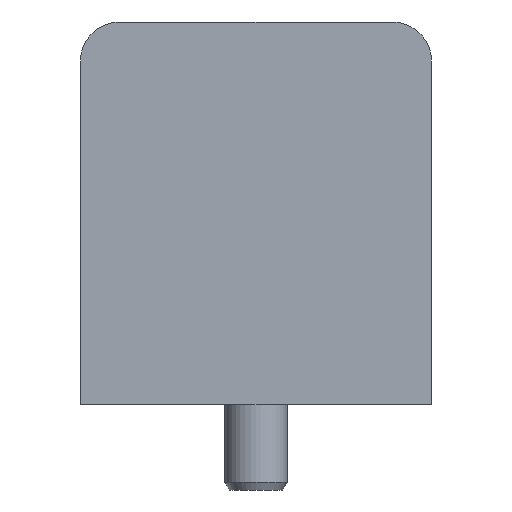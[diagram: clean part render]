
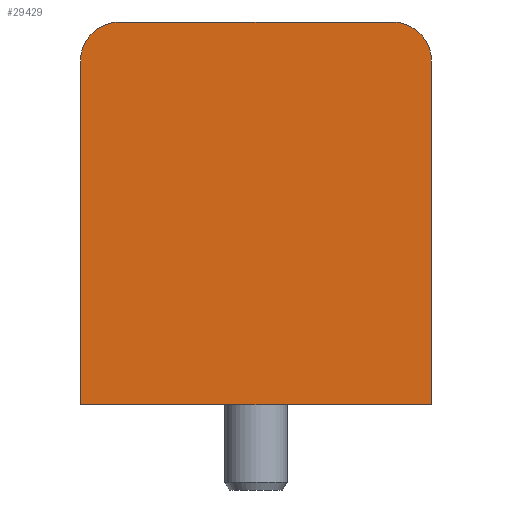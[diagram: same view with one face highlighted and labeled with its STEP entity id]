
A CAD part, left-side view. The second image highlights one B-rep face of the part: STEP entity #29429.
In plain terms, the highlighted planar face has unit normal (-1, 0, 0).
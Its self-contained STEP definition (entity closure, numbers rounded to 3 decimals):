
#348 = DIRECTION ( 'NONE',  ( 0., 0., 1. ) ) ;
#410 = DIRECTION ( 'NONE',  ( 0., 0., 1. ) ) ;
#1464 = AXIS2_PLACEMENT_3D ( 'NONE', #4295, #4185, #15971 ) ;
#1574 = VERTEX_POINT ( 'NONE', #29722 ) ;
#1636 = DIRECTION ( 'NONE',  ( 0., 1., 0. ) ) ;
#1837 = ORIENTED_EDGE ( 'NONE', *, *, #7471, .F. ) ;
#2216 = PLANE ( 'NONE',  #12147 ) ;
#4185 = DIRECTION ( 'NONE',  ( -1., 0., 0. ) ) ;
#4295 = CARTESIAN_POINT ( 'NONE',  ( -5.8, 17.5, 17.5 ) ) ;
#4442 = VERTEX_POINT ( 'NONE', #18583 ) ;
#4484 = DIRECTION ( 'NONE',  ( 0., 0., 1. ) ) ;
#5551 = CARTESIAN_POINT ( 'NONE',  ( -5.8, -17.5, 22.5 ) ) ;
#6309 = EDGE_CURVE ( 'NONE', #4442, #14532, #12718, .T. ) ;
#6569 = CARTESIAN_POINT ( 'NONE',  ( -5.8, -22.5, 17.5 ) ) ;
#7471 = EDGE_CURVE ( 'NONE', #4442, #18839, #29110, .T. ) ;
#7645 = FACE_OUTER_BOUND ( 'NONE', #16506, .T. ) ;
#7897 = CIRCLE ( 'NONE', #8795, 5. ) ;
#8795 = AXIS2_PLACEMENT_3D ( 'NONE', #12090, #19153, #410 ) ;
#8931 = VERTEX_POINT ( 'NONE', #29147 ) ;
#9094 = CARTESIAN_POINT ( 'NONE',  ( -5.8, -22.5, -26.577 ) ) ;
#9303 = CARTESIAN_POINT ( 'NONE',  ( -5.8, -22.5, -22.5 ) ) ;
#9348 = LINE ( 'NONE', #9303, #28010 ) ;
#10264 = LINE ( 'NONE', #9094, #30016 ) ;
#10406 = LINE ( 'NONE', #19097, #19193 ) ;
#11463 = DIRECTION ( 'NONE',  ( 0., 0., -1. ) ) ;
#11723 = EDGE_CURVE ( 'NONE', #16940, #8931, #9348, .T. ) ;
#11727 = CARTESIAN_POINT ( 'NONE',  ( -5.8, 22.5, 17.5 ) ) ;
#11939 = ORIENTED_EDGE ( 'NONE', *, *, #29248, .F. ) ;
#12090 = CARTESIAN_POINT ( 'NONE',  ( -5.8, -17.5, 17.5 ) ) ;
#12147 = AXIS2_PLACEMENT_3D ( 'NONE', #23602, #18924, #4484 ) ;
#12714 = EDGE_CURVE ( 'NONE', #1574, #14532, #10406, .T. ) ;
#12718 = CIRCLE ( 'NONE', #1464, 5. ) ;
#14532 = VERTEX_POINT ( 'NONE', #11727 ) ;
#15971 = DIRECTION ( 'NONE',  ( 0., 0., 1. ) ) ;
#16506 = EDGE_LOOP ( 'NONE', ( #11939, #28899, #20730, #1837, #28275, #24780 ) ) ;
#16940 = VERTEX_POINT ( 'NONE', #6569 ) ;
#18583 = CARTESIAN_POINT ( 'NONE',  ( -5.8, 17.5, 22.5 ) ) ;
#18839 = VERTEX_POINT ( 'NONE', #5551 ) ;
#18924 = DIRECTION ( 'NONE',  ( -1., 0., 0. ) ) ;
#19086 = EDGE_CURVE ( 'NONE', #16940, #18839, #7897, .T. ) ;
#19097 = CARTESIAN_POINT ( 'NONE',  ( -5.8, 22.5, 22.5 ) ) ;
#19153 = DIRECTION ( 'NONE',  ( -1., 0., 0. ) ) ;
#19193 = VECTOR ( 'NONE', #348, 1000. ) ;
#20730 = ORIENTED_EDGE ( 'NONE', *, *, #19086, .T. ) ;
#22470 = CARTESIAN_POINT ( 'NONE',  ( -5.8, -22.5, 22.5 ) ) ;
#23602 = CARTESIAN_POINT ( 'NONE',  ( -5.8, 0., 0. ) ) ;
#24780 = ORIENTED_EDGE ( 'NONE', *, *, #12714, .F. ) ;
#25079 = VECTOR ( 'NONE', #27405, 1000. ) ;
#27405 = DIRECTION ( 'NONE',  ( 0., -1., 0. ) ) ;
#28010 = VECTOR ( 'NONE', #11463, 1000. ) ;
#28275 = ORIENTED_EDGE ( 'NONE', *, *, #6309, .T. ) ;
#28899 = ORIENTED_EDGE ( 'NONE', *, *, #11723, .F. ) ;
#29110 = LINE ( 'NONE', #22470, #25079 ) ;
#29147 = CARTESIAN_POINT ( 'NONE',  ( -5.8, -22.5, -26.577 ) ) ;
#29248 = EDGE_CURVE ( 'NONE', #8931, #1574, #10264, .T. ) ;
#29429 = ADVANCED_FACE ( 'NONE', ( #7645 ), #2216, .T. ) ;
#29722 = CARTESIAN_POINT ( 'NONE',  ( -5.8, 22.5, -26.577 ) ) ;
#30016 = VECTOR ( 'NONE', #1636, 1000. ) ;
